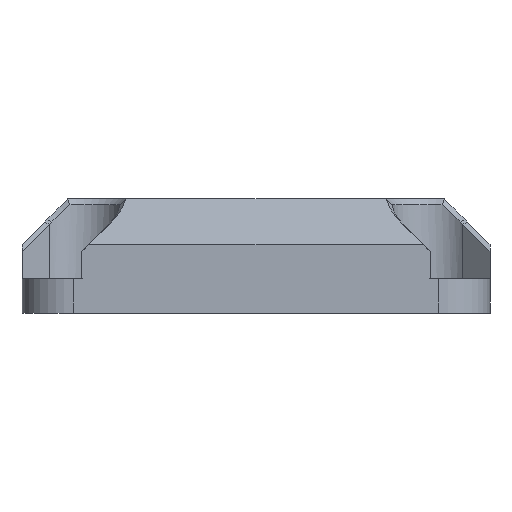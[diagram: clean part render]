
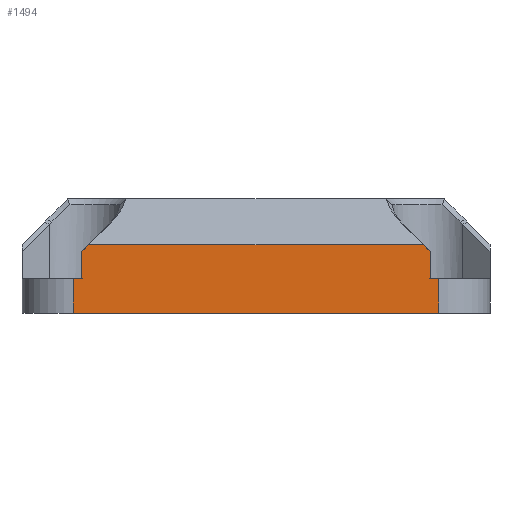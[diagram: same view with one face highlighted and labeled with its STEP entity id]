
A CAD part, left-side view. The second image highlights one B-rep face of the part: STEP entity #1494.
In plain terms, the highlighted planar face has unit normal (-1, 0, 0).
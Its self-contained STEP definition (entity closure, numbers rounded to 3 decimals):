
#82=PLANE('',#1615);
#148=FACE_OUTER_BOUND('',#236,.T.);
#236=EDGE_LOOP('',(#1271,#1272,#1273,#1274,#1275,#1276,#1277,#1278,#1279,
#1280));
#366=LINE('',#2248,#491);
#411=LINE('',#2607,#536);
#412=LINE('',#2608,#537);
#413=LINE('',#2610,#538);
#414=LINE('',#2612,#539);
#415=LINE('',#2614,#540);
#416=LINE('',#2616,#541);
#417=LINE('',#2618,#542);
#418=LINE('',#2620,#543);
#419=LINE('',#2621,#544);
#491=VECTOR('',#1761,10.);
#536=VECTOR('',#1890,10.);
#537=VECTOR('',#1891,10.);
#538=VECTOR('',#1892,10.);
#539=VECTOR('',#1893,10.);
#540=VECTOR('',#1894,10.);
#541=VECTOR('',#1895,10.);
#542=VECTOR('',#1896,10.);
#543=VECTOR('',#1897,10.);
#544=VECTOR('',#1898,10.);
#672=VERTEX_POINT('',#2245);
#673=VERTEX_POINT('',#2247);
#723=VERTEX_POINT('',#2605);
#724=VERTEX_POINT('',#2606);
#725=VERTEX_POINT('',#2609);
#726=VERTEX_POINT('',#2611);
#727=VERTEX_POINT('',#2613);
#728=VERTEX_POINT('',#2615);
#729=VERTEX_POINT('',#2617);
#730=VERTEX_POINT('',#2619);
#835=EDGE_CURVE('',#672,#673,#366,.T.);
#918=EDGE_CURVE('',#723,#724,#411,.T.);
#919=EDGE_CURVE('',#673,#723,#412,.T.);
#920=EDGE_CURVE('',#672,#725,#413,.T.);
#921=EDGE_CURVE('',#726,#725,#414,.T.);
#922=EDGE_CURVE('',#727,#726,#415,.T.);
#923=EDGE_CURVE('',#728,#727,#416,.T.);
#924=EDGE_CURVE('',#729,#728,#417,.T.);
#925=EDGE_CURVE('',#730,#729,#418,.T.);
#926=EDGE_CURVE('',#724,#730,#419,.T.);
#1271=ORIENTED_EDGE('',*,*,#918,.F.);
#1272=ORIENTED_EDGE('',*,*,#919,.F.);
#1273=ORIENTED_EDGE('',*,*,#835,.F.);
#1274=ORIENTED_EDGE('',*,*,#920,.T.);
#1275=ORIENTED_EDGE('',*,*,#921,.F.);
#1276=ORIENTED_EDGE('',*,*,#922,.F.);
#1277=ORIENTED_EDGE('',*,*,#923,.F.);
#1278=ORIENTED_EDGE('',*,*,#924,.F.);
#1279=ORIENTED_EDGE('',*,*,#925,.F.);
#1280=ORIENTED_EDGE('',*,*,#926,.F.);
#1494=ADVANCED_FACE('',(#148),#82,.F.);
#1615=AXIS2_PLACEMENT_3D('',#2604,#1888,#1889);
#1761=DIRECTION('',(0.,1.,0.));
#1888=DIRECTION('center_axis',(1.,0.,0.));
#1889=DIRECTION('ref_axis',(0.,1.,0.));
#1890=DIRECTION('',(0.,-1.,0.));
#1891=DIRECTION('',(0.,0.,1.));
#1892=DIRECTION('',(0.,0.,1.));
#1893=DIRECTION('',(0.,-1.,0.));
#1894=DIRECTION('',(0.,0.,-1.));
#1895=DIRECTION('',(0.,-0.707,-0.707));
#1896=DIRECTION('',(0.,-1.,0.));
#1897=DIRECTION('',(0.,-0.707,0.707));
#1898=DIRECTION('',(0.,0.,1.));
#2245=CARTESIAN_POINT('',(-20.5,-16.,0.));
#2247=CARTESIAN_POINT('',(-20.5,16.,0.));
#2248=CARTESIAN_POINT('',(-20.5,-8.,0.));
#2604=CARTESIAN_POINT('Origin',(-20.5,-16.,0.));
#2605=CARTESIAN_POINT('',(-20.5,16.,3.));
#2606=CARTESIAN_POINT('',(-20.5,15.267,3.));
#2607=CARTESIAN_POINT('',(-20.5,-15.75,3.));
#2608=CARTESIAN_POINT('',(-20.5,16.,0.));
#2609=CARTESIAN_POINT('',(-20.5,-16.,3.));
#2610=CARTESIAN_POINT('',(-20.5,-16.,0.));
#2611=CARTESIAN_POINT('',(-20.5,-15.267,3.));
#2612=CARTESIAN_POINT('',(-20.5,-15.75,3.));
#2613=CARTESIAN_POINT('',(-20.5,-15.267,5.388));
#2614=CARTESIAN_POINT('',(-20.5,-15.267,1.5));
#2615=CARTESIAN_POINT('',(-20.5,-14.655,6.));
#2616=CARTESIAN_POINT('',(-20.5,-14.137,6.518));
#2617=CARTESIAN_POINT('',(-20.5,14.655,6.));
#2618=CARTESIAN_POINT('',(-20.5,-2.975,6.));
#2619=CARTESIAN_POINT('',(-20.5,15.267,5.388));
#2620=CARTESIAN_POINT('',(-20.5,2.646,18.009));
#2621=CARTESIAN_POINT('',(-20.5,15.267,1.5));
